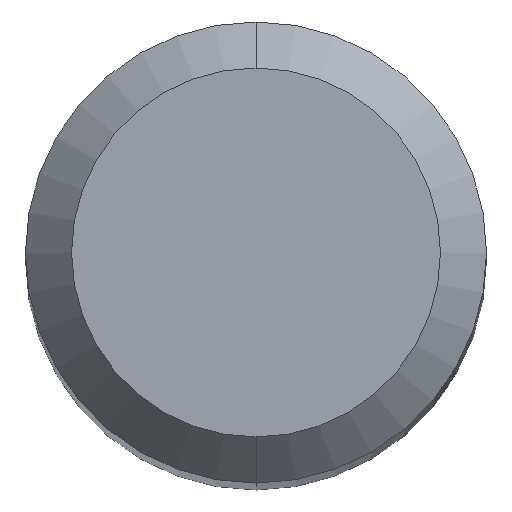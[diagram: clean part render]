
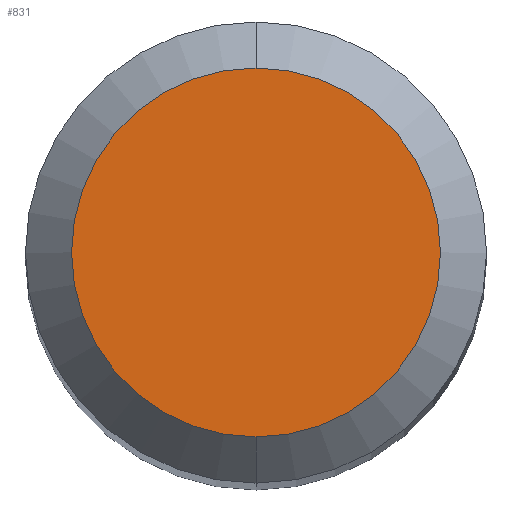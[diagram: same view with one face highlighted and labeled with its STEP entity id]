
A CAD part, top view. The second image highlights one B-rep face of the part: STEP entity #831.
In plain terms, the highlighted planar face has unit normal (0, 0, 1).
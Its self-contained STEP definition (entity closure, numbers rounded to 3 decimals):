
#453=EDGE_CURVE('',#753,#569,#1075,.T.);
#569=VERTEX_POINT('',#1207);
#753=VERTEX_POINT('',#1407);
#831=ADVANCED_FACE('',(#1490),#1491,.T.);
#893=EDGE_CURVE('',#569,#753,#1557,.T.);
#1075=CIRCLE('',#2230,1.2);
#1207=CARTESIAN_POINT('',(0.,-1.2,0.0));
#1407=CARTESIAN_POINT('',(0.0,1.2,0.0));
#1490=FACE_OUTER_BOUND('',#4007,.T.);
#1491=PLANE('',#4008);
#1557=CIRCLE('',#4206,1.2);
#2230=AXIS2_PLACEMENT_3D('',#4389,#4390,#4391);
#4007=EDGE_LOOP('',(#4836,#4837));
#4008=AXIS2_PLACEMENT_3D('',#4838,#4839,#4840);
#4206=AXIS2_PLACEMENT_3D('',#4899,#4900,#4901);
#4389=CARTESIAN_POINT('',(0.0,0.0,0.0));
#4390=DIRECTION('',(0.0,0.0,-1.0));
#4391=DIRECTION('',(0.0,1.0,0.0));
#4836=ORIENTED_EDGE('',*,*,#453,.F.);
#4837=ORIENTED_EDGE('',*,*,#893,.F.);
#4838=CARTESIAN_POINT('',(0.0,0.6,0.0));
#4839=DIRECTION('',(-0.0,0.0,1.0));
#4840=DIRECTION('',(0.0,-1.0,0.0));
#4899=CARTESIAN_POINT('',(0.0,0.0,0.0));
#4900=DIRECTION('',(0.0,0.0,-1.0));
#4901=DIRECTION('',(0.0,1.0,0.0));
